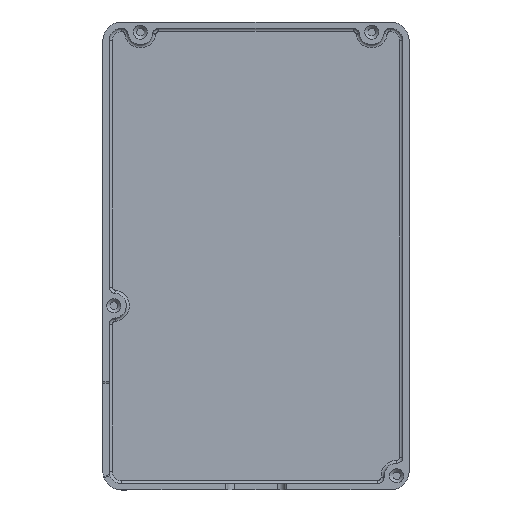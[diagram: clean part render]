
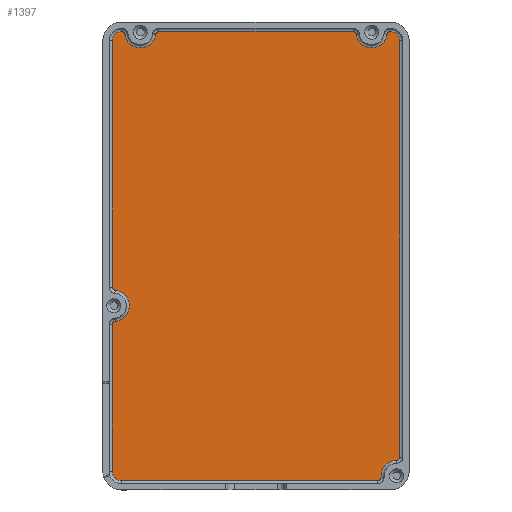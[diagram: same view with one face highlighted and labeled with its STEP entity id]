
A CAD part, top view. The second image highlights one B-rep face of the part: STEP entity #1397.
In plain terms, the highlighted planar face has unit normal (0, 0, 1).
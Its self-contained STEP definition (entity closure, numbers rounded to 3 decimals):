
#29=PLANE('',#1544);
#51=LINE('',#2171,#150);
#53=LINE('',#2211,#152);
#55=LINE('',#2223,#154);
#57=LINE('',#2269,#156);
#59=LINE('',#2281,#158);
#61=LINE('',#2321,#160);
#63=LINE('',#2330,#162);
#150=VECTOR('',#1674,10.);
#152=VECTOR('',#1700,10.);
#154=VECTOR('',#1714,10.);
#156=VECTOR('',#1740,10.);
#158=VECTOR('',#1754,10.);
#160=VECTOR('',#1780,10.);
#162=VECTOR('',#1792,10.);
#332=FACE_OUTER_BOUND('',#420,.T.);
#420=EDGE_LOOP('',(#1078,#1079,#1080,#1081,#1082,#1083,#1084,#1085,#1086,
#1087,#1088,#1089,#1090,#1091,#1092,#1093,#1094,#1095,#1096,#1097,#1098,
#1099));
#480=CIRCLE('',#1455,0.5);
#485=CIRCLE('',#1461,2.5);
#488=CIRCLE('',#1464,0.5);
#492=CIRCLE('',#1469,0.5);
#495=CIRCLE('',#1473,2.5);
#498=CIRCLE('',#1476,0.5);
#502=CIRCLE('',#1482,1.5);
#506=CIRCLE('',#1487,0.5);
#509=CIRCLE('',#1491,2.5);
#512=CIRCLE('',#1494,0.5);
#516=CIRCLE('',#1500,1.5);
#520=CIRCLE('',#1505,0.5);
#523=CIRCLE('',#1509,2.5);
#526=CIRCLE('',#1512,0.5);
#530=CIRCLE('',#1518,1.5);
#591=VERTEX_POINT('',#2139);
#592=VERTEX_POINT('',#2141);
#594=VERTEX_POINT('',#2147);
#596=VERTEX_POINT('',#2161);
#598=VERTEX_POINT('',#2167);
#600=VERTEX_POINT('',#2181);
#602=VERTEX_POINT('',#2187);
#604=VERTEX_POINT('',#2201);
#606=VERTEX_POINT('',#2207);
#608=VERTEX_POINT('',#2213);
#610=VERTEX_POINT('',#2219);
#612=VERTEX_POINT('',#2233);
#614=VERTEX_POINT('',#2239);
#616=VERTEX_POINT('',#2259);
#618=VERTEX_POINT('',#2265);
#620=VERTEX_POINT('',#2271);
#622=VERTEX_POINT('',#2277);
#624=VERTEX_POINT('',#2291);
#626=VERTEX_POINT('',#2297);
#628=VERTEX_POINT('',#2311);
#630=VERTEX_POINT('',#2317);
#632=VERTEX_POINT('',#2323);
#721=EDGE_CURVE('',#591,#592,#480,.T.);
#726=EDGE_CURVE('',#592,#594,#485,.T.);
#729=EDGE_CURVE('',#594,#596,#488,.T.);
#732=EDGE_CURVE('',#596,#598,#51,.T.);
#735=EDGE_CURVE('',#598,#600,#492,.T.);
#738=EDGE_CURVE('',#600,#602,#495,.T.);
#741=EDGE_CURVE('',#602,#604,#498,.T.);
#744=EDGE_CURVE('',#604,#606,#53,.T.);
#747=EDGE_CURVE('',#606,#608,#502,.T.);
#750=EDGE_CURVE('',#608,#610,#55,.T.);
#753=EDGE_CURVE('',#610,#612,#506,.T.);
#756=EDGE_CURVE('',#612,#614,#509,.T.);
#759=EDGE_CURVE('',#614,#616,#512,.T.);
#762=EDGE_CURVE('',#616,#618,#57,.T.);
#765=EDGE_CURVE('',#618,#620,#516,.T.);
#768=EDGE_CURVE('',#620,#622,#59,.T.);
#771=EDGE_CURVE('',#622,#624,#520,.T.);
#774=EDGE_CURVE('',#624,#626,#523,.T.);
#777=EDGE_CURVE('',#626,#628,#526,.T.);
#780=EDGE_CURVE('',#628,#630,#61,.T.);
#783=EDGE_CURVE('',#630,#632,#530,.T.);
#785=EDGE_CURVE('',#632,#591,#63,.T.);
#1078=ORIENTED_EDGE('',*,*,#721,.F.);
#1079=ORIENTED_EDGE('',*,*,#785,.F.);
#1080=ORIENTED_EDGE('',*,*,#783,.F.);
#1081=ORIENTED_EDGE('',*,*,#780,.F.);
#1082=ORIENTED_EDGE('',*,*,#777,.F.);
#1083=ORIENTED_EDGE('',*,*,#774,.F.);
#1084=ORIENTED_EDGE('',*,*,#771,.F.);
#1085=ORIENTED_EDGE('',*,*,#768,.F.);
#1086=ORIENTED_EDGE('',*,*,#765,.F.);
#1087=ORIENTED_EDGE('',*,*,#762,.F.);
#1088=ORIENTED_EDGE('',*,*,#759,.F.);
#1089=ORIENTED_EDGE('',*,*,#756,.F.);
#1090=ORIENTED_EDGE('',*,*,#753,.F.);
#1091=ORIENTED_EDGE('',*,*,#750,.F.);
#1092=ORIENTED_EDGE('',*,*,#747,.F.);
#1093=ORIENTED_EDGE('',*,*,#744,.F.);
#1094=ORIENTED_EDGE('',*,*,#741,.F.);
#1095=ORIENTED_EDGE('',*,*,#738,.F.);
#1096=ORIENTED_EDGE('',*,*,#735,.F.);
#1097=ORIENTED_EDGE('',*,*,#732,.F.);
#1098=ORIENTED_EDGE('',*,*,#729,.F.);
#1099=ORIENTED_EDGE('',*,*,#726,.F.);
#1397=ADVANCED_FACE('',(#332),#29,.F.);
#1455=AXIS2_PLACEMENT_3D('',#2142,#1649,#1650);
#1461=AXIS2_PLACEMENT_3D('',#2151,#1661,#1662);
#1464=AXIS2_PLACEMENT_3D('',#2165,#1667,#1668);
#1469=AXIS2_PLACEMENT_3D('',#2185,#1679,#1680);
#1473=AXIS2_PLACEMENT_3D('',#2191,#1687,#1688);
#1476=AXIS2_PLACEMENT_3D('',#2205,#1693,#1694);
#1482=AXIS2_PLACEMENT_3D('',#2217,#1707,#1708);
#1487=AXIS2_PLACEMENT_3D('',#2237,#1719,#1720);
#1491=AXIS2_PLACEMENT_3D('',#2243,#1727,#1728);
#1494=AXIS2_PLACEMENT_3D('',#2263,#1733,#1734);
#1500=AXIS2_PLACEMENT_3D('',#2275,#1747,#1748);
#1505=AXIS2_PLACEMENT_3D('',#2295,#1759,#1760);
#1509=AXIS2_PLACEMENT_3D('',#2301,#1767,#1768);
#1512=AXIS2_PLACEMENT_3D('',#2315,#1773,#1774);
#1518=AXIS2_PLACEMENT_3D('',#2327,#1787,#1788);
#1544=AXIS2_PLACEMENT_3D('',#2414,#1864,#1865);
#1649=DIRECTION('center_axis',(0.,0.,-1.));
#1650=DIRECTION('ref_axis',(0.662,0.75,0.));
#1661=DIRECTION('center_axis',(0.,0.,1.));
#1662=DIRECTION('ref_axis',(0.,-1.,0.));
#1667=DIRECTION('center_axis',(0.,0.,-1.));
#1668=DIRECTION('ref_axis',(-0.662,0.75,0.));
#1674=DIRECTION('',(1.,0.,0.));
#1679=DIRECTION('center_axis',(0.,0.,-1.));
#1680=DIRECTION('ref_axis',(0.662,0.75,0.));
#1687=DIRECTION('center_axis',(0.,0.,1.));
#1688=DIRECTION('ref_axis',(0.,-1.,0.));
#1693=DIRECTION('center_axis',(0.,0.,-1.));
#1694=DIRECTION('ref_axis',(-0.662,0.75,0.));
#1700=DIRECTION('',(1.,0.,0.));
#1707=DIRECTION('center_axis',(0.,0.,-1.));
#1708=DIRECTION('ref_axis',(0.707,0.707,0.));
#1714=DIRECTION('',(0.,-1.,0.));
#1719=DIRECTION('center_axis',(0.,0.,-1.));
#1720=DIRECTION('ref_axis',(0.707,-0.707,0.));
#1727=DIRECTION('center_axis',(0.,0.,1.));
#1728=DIRECTION('ref_axis',(-0.736,0.677,0.));
#1733=DIRECTION('center_axis',(0.,0.,-1.));
#1734=DIRECTION('ref_axis',(0.736,-0.677,0.));
#1740=DIRECTION('',(-1.,0.,0.));
#1747=DIRECTION('center_axis',(0.,0.,-1.));
#1748=DIRECTION('ref_axis',(-0.707,-0.707,0.));
#1754=DIRECTION('',(0.,1.,0.));
#1759=DIRECTION('center_axis',(0.,0.,-1.));
#1760=DIRECTION('ref_axis',(-0.736,0.677,0.));
#1767=DIRECTION('center_axis',(0.,0.,1.));
#1768=DIRECTION('ref_axis',(1.,0.,0.));
#1773=DIRECTION('center_axis',(0.,0.,-1.));
#1774=DIRECTION('ref_axis',(-0.736,-0.677,0.));
#1780=DIRECTION('',(0.,1.,0.));
#1787=DIRECTION('center_axis',(0.,0.,-1.));
#1788=DIRECTION('ref_axis',(-0.707,0.707,0.));
#1792=DIRECTION('',(1.,0.,0.));
#1864=DIRECTION('center_axis',(0.,0.,-1.));
#1865=DIRECTION('ref_axis',(1.,0.,0.));
#2139=CARTESIAN_POINT('',(3.023,73.379,-7.5));
#2141=CARTESIAN_POINT('',(3.519,72.941,-7.5));
#2142=CARTESIAN_POINT('Origin',(3.023,72.879,-7.5));
#2147=CARTESIAN_POINT('',(8.481,72.941,-7.5));
#2151=CARTESIAN_POINT('Origin',(6.,73.25,-7.5));
#2161=CARTESIAN_POINT('',(8.977,73.379,-7.5));
#2165=CARTESIAN_POINT('Origin',(8.977,72.879,-7.5));
#2167=CARTESIAN_POINT('',(40.023,73.379,-7.5));
#2171=CARTESIAN_POINT('',(35.25,73.379,-7.5));
#2181=CARTESIAN_POINT('',(40.519,72.941,-7.5));
#2185=CARTESIAN_POINT('Origin',(40.023,72.879,-7.5));
#2187=CARTESIAN_POINT('',(45.481,72.941,-7.5));
#2191=CARTESIAN_POINT('Origin',(43.,73.25,-7.5));
#2201=CARTESIAN_POINT('',(45.977,73.379,-7.5));
#2205=CARTESIAN_POINT('Origin',(45.977,72.879,-7.5));
#2207=CARTESIAN_POINT('',(46.,73.379,-7.5));
#2211=CARTESIAN_POINT('',(35.25,73.379,-7.5));
#2213=CARTESIAN_POINT('',(47.5,71.879,-7.5));
#2217=CARTESIAN_POINT('Origin',(46.,71.879,-7.5));
#2219=CARTESIAN_POINT('',(47.5,5.25,-7.5));
#2223=CARTESIAN_POINT('',(47.5,20.711,-7.5));
#2233=CARTESIAN_POINT('',(47.,4.75,-7.5));
#2237=CARTESIAN_POINT('Origin',(47.,5.25,-7.5));
#2239=CARTESIAN_POINT('',(44.509,2.042,-7.5));
#2243=CARTESIAN_POINT('Origin',(47.,2.25,-7.5));
#2259=CARTESIAN_POINT('',(44.01,1.5,-7.5));
#2263=CARTESIAN_POINT('Origin',(44.01,2.,-7.5));
#2265=CARTESIAN_POINT('',(3.,1.5,-7.5));
#2269=CARTESIAN_POINT('',(13.75,1.5,-7.5));
#2271=CARTESIAN_POINT('',(1.5,3.,-7.5));
#2275=CARTESIAN_POINT('Origin',(3.,3.,-7.5));
#2277=CARTESIAN_POINT('',(1.5,26.494,-7.5));
#2281=CARTESIAN_POINT('',(1.5,54.659,-7.5));
#2291=CARTESIAN_POINT('',(1.958,26.992,-7.5));
#2295=CARTESIAN_POINT('Origin',(2.,26.494,-7.5));
#2297=CARTESIAN_POINT('',(1.958,31.974,-7.5));
#2301=CARTESIAN_POINT('Origin',(1.748,29.483,-7.5));
#2311=CARTESIAN_POINT('',(1.5,32.472,-7.5));
#2315=CARTESIAN_POINT('Origin',(2.,32.472,-7.5));
#2317=CARTESIAN_POINT('',(1.5,71.879,-7.5));
#2321=CARTESIAN_POINT('',(1.5,54.659,-7.5));
#2323=CARTESIAN_POINT('',(3.,73.379,-7.5));
#2327=CARTESIAN_POINT('Origin',(3.,71.879,-7.5));
#2330=CARTESIAN_POINT('',(35.25,73.379,-7.5));
#2414=CARTESIAN_POINT('Origin',(24.5,37.439,-7.5));
